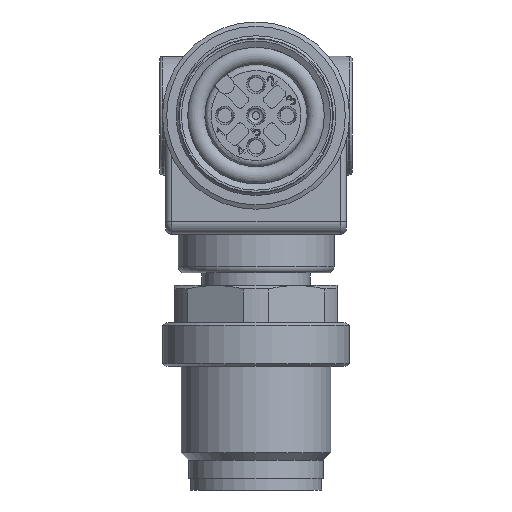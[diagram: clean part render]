
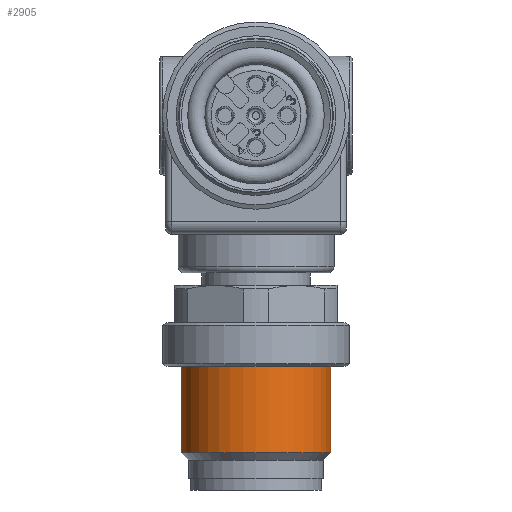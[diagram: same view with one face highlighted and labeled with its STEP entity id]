
A CAD part, front view. The second image highlights one B-rep face of the part: STEP entity #2905.
In plain terms, the highlighted cylindrical face has radius 6 mm (diameter 12 mm), a full revolution.
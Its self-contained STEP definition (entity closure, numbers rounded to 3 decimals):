
#2905=ADVANCED_FACE('',(#3384,#3385),#3197,.T.);
#3197=CYLINDRICAL_SURFACE('',#9897,6.);
#3384=FACE_BOUND('',#3909,.T.);
#3385=FACE_BOUND('',#3910,.T.);
#3909=EDGE_LOOP('',(#5843));
#3910=EDGE_LOOP('',(#5844));
#5843=ORIENTED_EDGE('',*,*,#8423,.F.);
#5844=ORIENTED_EDGE('',*,*,#8424,.T.);
#7273=VERTEX_POINT('',#15754);
#7274=VERTEX_POINT('',#15757);
#8423=EDGE_CURVE('',#7273,#7273,#9167,.T.);
#8424=EDGE_CURVE('',#7274,#7274,#9168,.T.);
#9167=CIRCLE('',#9894,6.);
#9168=CIRCLE('',#9896,6.);
#9894=AXIS2_PLACEMENT_3D('',#15753,#11828,#11829);
#9896=AXIS2_PLACEMENT_3D('',#15756,#11832,#11833);
#9897=AXIS2_PLACEMENT_3D('',#15758,#11834,#11835);
#11828=DIRECTION('',(0.,0.,-1.));
#11829=DIRECTION('',(0.5,0.866,0.));
#11832=DIRECTION('',(0.,0.,-1.));
#11833=DIRECTION('',(0.5,0.866,0.));
#11834=DIRECTION('',(0.,0.,-1.));
#11835=DIRECTION('',(-0.5,-0.866,0.));
#15753=CARTESIAN_POINT('',(0.,-6.971,-27.));
#15754=CARTESIAN_POINT('',(3.,-1.774,-27.));
#15756=CARTESIAN_POINT('',(0.,-6.971,-20.1));
#15757=CARTESIAN_POINT('',(3.,-1.774,-20.1));
#15758=CARTESIAN_POINT('',(0.,-6.971,-29.1));
